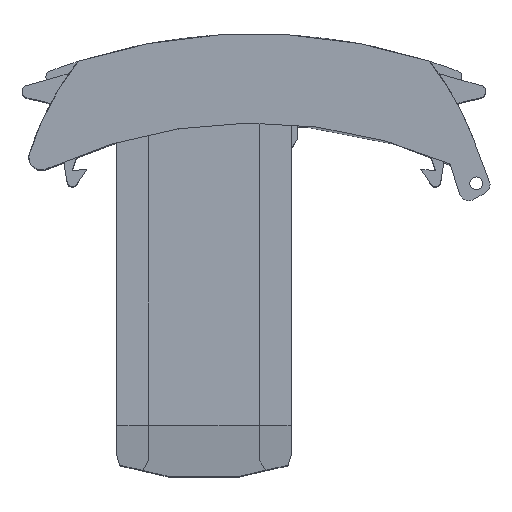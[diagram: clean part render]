
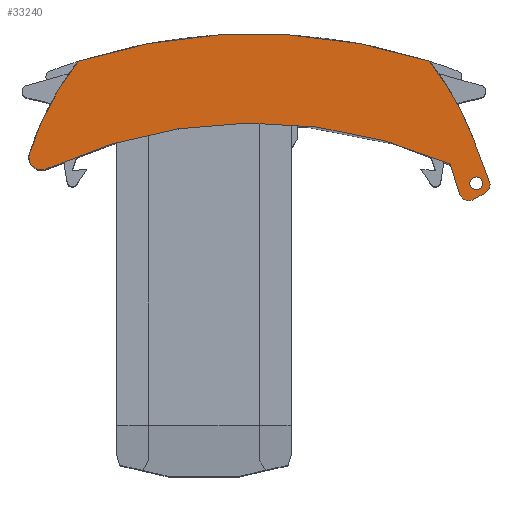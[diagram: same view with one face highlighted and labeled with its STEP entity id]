
A CAD part, top view. The second image highlights one B-rep face of the part: STEP entity #33240.
In plain terms, the highlighted face is planar.
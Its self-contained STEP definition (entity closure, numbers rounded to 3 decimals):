
#31850=CARTESIAN_POINT('',(-16.302,6.08,
-48.9));
#31860=DIRECTION('',(0.,0.,1.));
#31870=DIRECTION('',(1.,0.,0.));
#31880=AXIS2_PLACEMENT_3D('',#31850,#31860,#31870);
#31890=CIRCLE('',#31880,1.);
#31900=CARTESIAN_POINT('',(-16.802,5.214,
-48.9));
#31910=VERTEX_POINT('',#31900);
#31920=CARTESIAN_POINT('',(-15.302,6.08,
-48.9));
#31930=VERTEX_POINT('',#31920);
#31940=EDGE_CURVE('',#31910,#31930,#31890,.T.);
#32080=CARTESIAN_POINT('',(-17.302,6.08,
-48.9));
#32090=VERTEX_POINT('',#32080);
#32120=EDGE_CURVE('',#32090,#31910,#31890,.T.);
#32240=CARTESIAN_POINT('',(-9.931,19.055,
-48.9));
#32250=DIRECTION('',(0.,0.,1.));
#32260=DIRECTION('',(1.,0.,0.));
#32270=AXIS2_PLACEMENT_3D('',#32240,#32250,#32260);
#32280=PLANE('',#32270);
#32290=CARTESIAN_POINT('',(-16.965,5.885,
-48.9));
#32300=DIRECTION('',(0.,0.,1.));
#32310=DIRECTION('',(-1.,0.,0.));
#32320=AXIS2_PLACEMENT_3D('',#32290,#32300,#32310);
#32330=CIRCLE('',#32320,1.5);
#32340=CARTESIAN_POINT('',(-18.366,6.421,
-48.9));
#32350=VERTEX_POINT('',#32340);
#32360=CARTESIAN_POINT('',(-17.715,4.586,
-48.9));
#32370=VERTEX_POINT('',#32360);
#32380=EDGE_CURVE('',#32350,#32370,#32330,.T.);
#32390=ORIENTED_EDGE('',*,*,#32380,.F.);
#32400=CARTESIAN_POINT('',(18.634,-16.4,
-48.9));
#32410=DIRECTION('',(0.866,-0.5,
0.));
#32420=VECTOR('',#32410,1.);
#32430=LINE('',#32400,#32420);
#32440=CARTESIAN_POINT('',(-15.884,3.529,
-48.9));
#32450=VERTEX_POINT('',#32440);
#32460=EDGE_CURVE('',#32370,#32450,#32430,.T.);
#32470=ORIENTED_EDGE('',*,*,#32460,.F.);
#32480=CARTESIAN_POINT('',(-15.134,4.828,
-48.9));
#32490=DIRECTION('',(0.,0.,1.));
#32500=DIRECTION('',(-1.,0.,0.));
#32510=AXIS2_PLACEMENT_3D('',#32480,#32490,#32500);
#32520=CIRCLE('',#32510,1.5);
#32530=CARTESIAN_POINT('',(-13.708,4.361,
-48.9));
#32540=VERTEX_POINT('',#32530);
#32550=EDGE_CURVE('',#32450,#32540,#32520,.T.);
#32560=ORIENTED_EDGE('',*,*,#32550,.F.);
#32570=CARTESIAN_POINT('',(-9.275,17.903,
-48.9));
#32580=DIRECTION('',(0.311,0.95,
0.));
#32590=VECTOR('',#32580,1.);
#32600=LINE('',#32570,#32590);
#32610=CARTESIAN_POINT('',(-12.139,9.155,
-48.9));
#32620=VERTEX_POINT('',#32610);
#32630=EDGE_CURVE('',#32540,#32620,#32600,.T.);
#32640=ORIENTED_EDGE('',*,*,#32630,.F.);
#32650=CARTESIAN_POINT('',(18.634,-61.647,
-48.9));
#32660=DIRECTION('',(0.,0.,-1.));
#32670=DIRECTION('',(1.,0.,0.));
#32680=AXIS2_PLACEMENT_3D('',#32650,#32660,#32670);
#32690=CIRCLE('',#32680,77.2);
#32700=CARTESIAN_POINT('',(51.137,8.378,
-48.9));
#32710=VERTEX_POINT('',#32700);
#32720=EDGE_CURVE('',#32620,#32710,#32690,.T.);
#32730=ORIENTED_EDGE('',*,*,#32720,.F.);
#32740=CARTESIAN_POINT('',(51.979,10.192,
-48.9));
#32750=DIRECTION('',(0.,0.,-1.));
#32760=DIRECTION('',(1.,0.,0.));
#32770=AXIS2_PLACEMENT_3D('',#32740,#32750,#32760);
#32780=CIRCLE('',#32770,2.);
#32790=CARTESIAN_POINT('',(53.883,10.805,
-48.9));
#32800=VERTEX_POINT('',#32790);
#32810=EDGE_CURVE('',#32800,#32710,#32780,.T.);
#32820=ORIENTED_EDGE('',*,*,#32810,.T.);
#32830=CARTESIAN_POINT('',(9.144,-3.599,
-48.9));
#32840=DIRECTION('',(0.,0.,-1.));
#32850=DIRECTION('',(1.,0.,0.));
#32860=AXIS2_PLACEMENT_3D('',#32830,#32840,#32850);
#32870=CIRCLE('',#32860,47.);
#32880=CARTESIAN_POINT('',(46.226,25.28,
-48.9));
#32890=VERTEX_POINT('',#32880);
#32900=EDGE_CURVE('',#32890,#32800,#32870,.T.);
#32910=ORIENTED_EDGE('',*,*,#32900,.T.);
#32920=CARTESIAN_POINT('',(18.634,-61.647,
-48.9));
#32930=DIRECTION('',(0.,0.,1.));
#32940=DIRECTION('',(-1.,0.,0.));
#32950=AXIS2_PLACEMENT_3D('',#32920,#32930,#32940);
#32960=CIRCLE('',#32950,91.2);
#32970=CARTESIAN_POINT('',(-8.957,25.28,
-48.9));
#32980=VERTEX_POINT('',#32970);
#32990=EDGE_CURVE('',#32890,#32980,#32960,.T.);
#33000=ORIENTED_EDGE('',*,*,#32990,.F.);
#33010=CARTESIAN_POINT('',(28.124,-3.599,
-48.9));
#33020=DIRECTION('',(0.,0.,1.));
#33030=DIRECTION('',(-1.,0.,0.));
#33040=AXIS2_PLACEMENT_3D('',#33010,#33020,#33030);
#33050=CIRCLE('',#33040,47.);
#33060=CARTESIAN_POINT('',(-15.771,13.201,
-48.9));
#33070=VERTEX_POINT('',#33060);
#33080=EDGE_CURVE('',#32980,#33070,#33050,.T.);
#33090=ORIENTED_EDGE('',*,*,#33080,.F.);
#33100=CARTESIAN_POINT('',(-13.971,17.903,
-48.9));
#33110=DIRECTION('',(-0.357,-0.934,
0.));
#33120=VECTOR('',#33110,1.);
#33130=LINE('',#33100,#33120);
#33140=EDGE_CURVE('',#33070,#32350,#33130,.T.);
#33150=ORIENTED_EDGE('',*,*,#33140,.F.);
#33160=EDGE_LOOP('',(#33150,#33090,#33000,#32910,#32820,#32730,#32640,
#32560,#32470,#32390));
#33170=FACE_OUTER_BOUND('',#33160,.T.);
#33180=EDGE_CURVE('',#31930,#32090,#31890,.T.);
#33190=ORIENTED_EDGE('',*,*,#33180,.T.);
#33200=ORIENTED_EDGE('',*,*,#31940,.T.);
#33210=ORIENTED_EDGE('',*,*,#32120,.T.);
#33220=EDGE_LOOP('',(#33210,#33200,#33190));
#33230=FACE_BOUND('',#33220,.T.);
#33240=ADVANCED_FACE('',(#33170,#33230),#32280,.F.);
